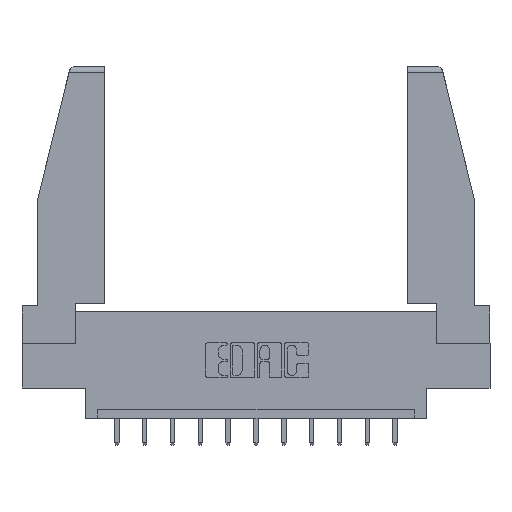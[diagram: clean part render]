
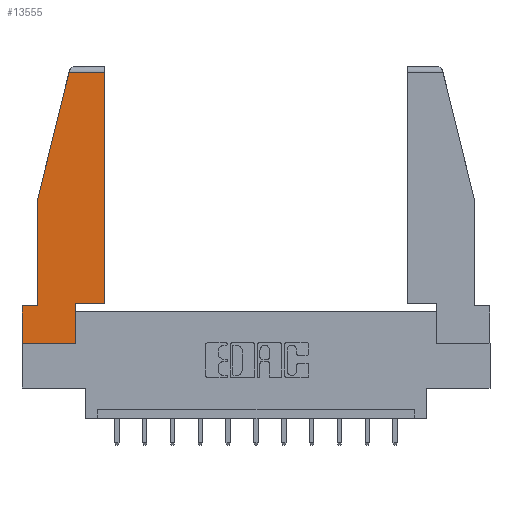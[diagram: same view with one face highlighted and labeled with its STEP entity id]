
A CAD part, top view. The second image highlights one B-rep face of the part: STEP entity #13555.
In plain terms, the highlighted planar face has unit normal (0, 0, 1).
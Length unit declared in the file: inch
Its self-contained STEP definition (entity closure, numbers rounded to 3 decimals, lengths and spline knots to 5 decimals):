
#130 = ORIENTED_EDGE ( 'NONE', *, *, #7072, .T. ) ;
#746 = VERTEX_POINT ( 'NONE', #2776 ) ;
#784 = LINE ( 'NONE', #9960, #4689 ) ;
#786 = CARTESIAN_POINT ( 'NONE',  ( 0.086, 0.21, 0. ) ) ;
#1229 = FACE_OUTER_BOUND ( 'NONE', #1478, .T. ) ;
#1421 = EDGE_CURVE ( 'NONE', #5394, #13772, #784, .T. ) ;
#1478 = EDGE_LOOP ( 'NONE', ( #5278, #130, #7488, #4801, #6301, #4328, #2442, #13812, #9565 ) ) ;
#1758 = VERTEX_POINT ( 'NONE', #10962 ) ;
#2015 = LINE ( 'NONE', #11374, #6469 ) ;
#2107 = VECTOR ( 'NONE', #2228, 39.37008 ) ;
#2228 = DIRECTION ( 'NONE',  ( 0., 1., 0. ) ) ;
#2442 = ORIENTED_EDGE ( 'NONE', *, *, #13125, .T. ) ;
#2448 = VECTOR ( 'NONE', #5048, 39.37008 ) ;
#2776 = CARTESIAN_POINT ( 'NONE',  ( 0.297, 0.223, 0. ) ) ;
#2935 = DIRECTION ( 'NONE',  ( -1., 0., 0. ) ) ;
#3354 = DIRECTION ( 'NONE',  ( -0.239, -0.971, 0. ) ) ;
#3444 = EDGE_CURVE ( 'NONE', #746, #11194, #4481, .T. ) ;
#3821 = CARTESIAN_POINT ( 'NONE',  ( 0., 0.21, 0. ) ) ;
#4328 = ORIENTED_EDGE ( 'NONE', *, *, #1421, .T. ) ;
#4481 = LINE ( 'NONE', #9422, #6815 ) ;
#4604 = EDGE_CURVE ( 'NONE', #1758, #10231, #2015, .T. ) ;
#4689 = VECTOR ( 'NONE', #7675, 39.37008 ) ;
#4801 = ORIENTED_EDGE ( 'NONE', *, *, #11983, .T. ) ;
#4845 = VERTEX_POINT ( 'NONE', #786 ) ;
#5048 = DIRECTION ( 'NONE',  ( 0., -1., 0. ) ) ;
#5278 = ORIENTED_EDGE ( 'NONE', *, *, #13441, .T. ) ;
#5394 = VERTEX_POINT ( 'NONE', #9717 ) ;
#5966 = LINE ( 'NONE', #12509, #2107 ) ;
#6301 = ORIENTED_EDGE ( 'NONE', *, *, #6434, .T. ) ;
#6334 = CARTESIAN_POINT ( 'NONE',  ( 0., 0., 0. ) ) ;
#6434 = EDGE_CURVE ( 'NONE', #4845, #5394, #14509, .T. ) ;
#6469 = VECTOR ( 'NONE', #3354, 39.37008 ) ;
#6702 = CARTESIAN_POINT ( 'NONE',  ( 0.297, 0., 0. ) ) ;
#6815 = VECTOR ( 'NONE', #12961, 39.37008 ) ;
#7072 = EDGE_CURVE ( 'NONE', #10188, #1758, #11088, .T. ) ;
#7450 = LINE ( 'NONE', #6702, #13051 ) ;
#7486 = DIRECTION ( 'NONE',  ( 0., 0., 1. ) ) ;
#7488 = ORIENTED_EDGE ( 'NONE', *, *, #4604, .T. ) ;
#7581 = CARTESIAN_POINT ( 'NONE',  ( 0.461, 1.52, 0. ) ) ;
#7675 = DIRECTION ( 'NONE',  ( 0., -1., 0. ) ) ;
#8446 = PLANE ( 'NONE',  #13831 ) ;
#8477 = VECTOR ( 'NONE', #10806, 39.37008 ) ;
#8519 = LINE ( 'NONE', #9596, #2448 ) ;
#9213 = LINE ( 'NONE', #11908, #8477 ) ;
#9402 = CARTESIAN_POINT ( 'NONE',  ( 0.297, 0., 0. ) ) ;
#9403 = CARTESIAN_POINT ( 'NONE',  ( 0., 1.52, 0. ) ) ;
#9422 = CARTESIAN_POINT ( 'NONE',  ( 0.297, 0.223, 0. ) ) ;
#9485 = VECTOR ( 'NONE', #2935, 39.37008 ) ;
#9565 = ORIENTED_EDGE ( 'NONE', *, *, #3444, .T. ) ;
#9596 = CARTESIAN_POINT ( 'NONE',  ( 0.086, 0.8, 0. ) ) ;
#9702 = CARTESIAN_POINT ( 'NONE',  ( 0.086, 0.8, 0. ) ) ;
#9717 = CARTESIAN_POINT ( 'NONE',  ( 0., 0.21, 0. ) ) ;
#9960 = CARTESIAN_POINT ( 'NONE',  ( 0., 0.21, 0. ) ) ;
#10188 = VERTEX_POINT ( 'NONE', #7581 ) ;
#10231 = VERTEX_POINT ( 'NONE', #9702 ) ;
#10806 = DIRECTION ( 'NONE',  ( 1., 0., 0. ) ) ;
#10899 = EDGE_CURVE ( 'NONE', #14502, #746, #7450, .T. ) ;
#10962 = CARTESIAN_POINT ( 'NONE',  ( 0.2636, 1.52, 0. ) ) ;
#11088 = LINE ( 'NONE', #9403, #13966 ) ;
#11194 = VERTEX_POINT ( 'NONE', #14635 ) ;
#11374 = CARTESIAN_POINT ( 'NONE',  ( 0.271, 1.55, 0. ) ) ;
#11462 = CARTESIAN_POINT ( 'NONE',  ( 0., 0., 0. ) ) ;
#11908 = CARTESIAN_POINT ( 'NONE',  ( 0., 0., 0. ) ) ;
#11983 = EDGE_CURVE ( 'NONE', #10231, #4845, #8519, .T. ) ;
#12509 = CARTESIAN_POINT ( 'NONE',  ( 0.461, 0.223, 0. ) ) ;
#12961 = DIRECTION ( 'NONE',  ( 1., 0., 0. ) ) ;
#13051 = VECTOR ( 'NONE', #13529, 39.37008 ) ;
#13125 = EDGE_CURVE ( 'NONE', #13772, #14502, #9213, .T. ) ;
#13441 = EDGE_CURVE ( 'NONE', #11194, #10188, #5966, .T. ) ;
#13474 = DIRECTION ( 'NONE',  ( -1., 0., 0. ) ) ;
#13529 = DIRECTION ( 'NONE',  ( 0., 1., 0. ) ) ;
#13555 = ADVANCED_FACE ( 'NONE', ( #1229 ), #8446, .T. ) ;
#13772 = VERTEX_POINT ( 'NONE', #11462 ) ;
#13812 = ORIENTED_EDGE ( 'NONE', *, *, #10899, .T. ) ;
#13831 = AXIS2_PLACEMENT_3D ( 'NONE', #6334, #7486, #14363 ) ;
#13966 = VECTOR ( 'NONE', #13474, 39.37008 ) ;
#14363 = DIRECTION ( 'NONE',  ( 1., 0., 0. ) ) ;
#14502 = VERTEX_POINT ( 'NONE', #9402 ) ;
#14509 = LINE ( 'NONE', #3821, #9485 ) ;
#14635 = CARTESIAN_POINT ( 'NONE',  ( 0.461, 0.223, 0. ) ) ;
